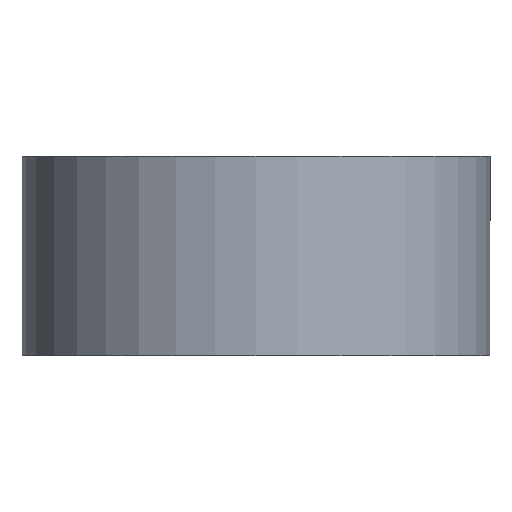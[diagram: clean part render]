
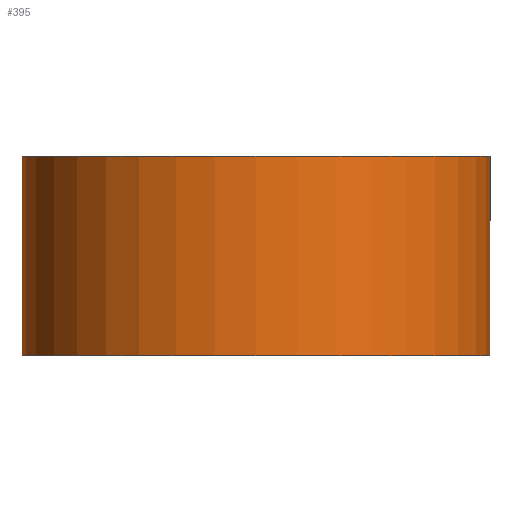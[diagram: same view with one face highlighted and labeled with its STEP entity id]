
A CAD part, left-side view. The second image highlights one B-rep face of the part: STEP entity #395.
In plain terms, the highlighted cylindrical face has radius 8.45 mm (diameter 16.9 mm), a partial arc.
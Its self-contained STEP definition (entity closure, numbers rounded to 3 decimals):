
#38=LINE('',#624,#79);
#41=LINE('',#630,#82);
#79=VECTOR('',#504,10.);
#82=VECTOR('',#509,10.);
#106=CYLINDRICAL_SURFACE('',#439,8.45);
#117=FACE_OUTER_BOUND('',#144,.T.);
#144=EDGE_LOOP('',(#296,#297,#298,#299));
#169=CIRCLE('',#434,8.45);
#172=CIRCLE('',#440,8.45);
#184=VERTEX_POINT('',#593);
#185=VERTEX_POINT('',#595);
#197=VERTEX_POINT('',#623);
#199=VERTEX_POINT('',#629);
#221=EDGE_CURVE('',#184,#185,#169,.T.);
#235=EDGE_CURVE('',#197,#185,#38,.T.);
#238=EDGE_CURVE('',#184,#199,#41,.T.);
#239=EDGE_CURVE('',#197,#199,#172,.T.);
#296=ORIENTED_EDGE('',*,*,#221,.F.);
#297=ORIENTED_EDGE('',*,*,#238,.T.);
#298=ORIENTED_EDGE('',*,*,#239,.F.);
#299=ORIENTED_EDGE('',*,*,#235,.T.);
#395=ADVANCED_FACE('',(#117),#106,.T.);
#434=AXIS2_PLACEMENT_3D('',#596,#483,#484);
#439=AXIS2_PLACEMENT_3D('',#628,#507,#508);
#440=AXIS2_PLACEMENT_3D('',#631,#510,#511);
#483=DIRECTION('center_axis',(0.,0.,-1.));
#484=DIRECTION('ref_axis',(-1.,0.,0.));
#504=DIRECTION('',(0.,0.,-1.));
#507=DIRECTION('center_axis',(0.,0.,-1.));
#508=DIRECTION('ref_axis',(-1.,0.,0.));
#509=DIRECTION('',(0.,0.,1.));
#510=DIRECTION('center_axis',(0.,0.,1.));
#511=DIRECTION('ref_axis',(-1.,0.,0.));
#593=CARTESIAN_POINT('',(-12.332,113.398,40.461));
#595=CARTESIAN_POINT('',(-12.332,130.298,40.461));
#596=CARTESIAN_POINT('Origin',(-12.306,121.848,40.461));
#623=CARTESIAN_POINT('',(-12.332,130.298,47.661));
#624=CARTESIAN_POINT('',(-12.332,130.298,47.661));
#628=CARTESIAN_POINT('Origin',(-12.306,121.848,47.661));
#629=CARTESIAN_POINT('',(-12.332,113.398,47.661));
#630=CARTESIAN_POINT('',(-12.332,113.398,19.968));
#631=CARTESIAN_POINT('Origin',(-12.306,121.848,47.661));
